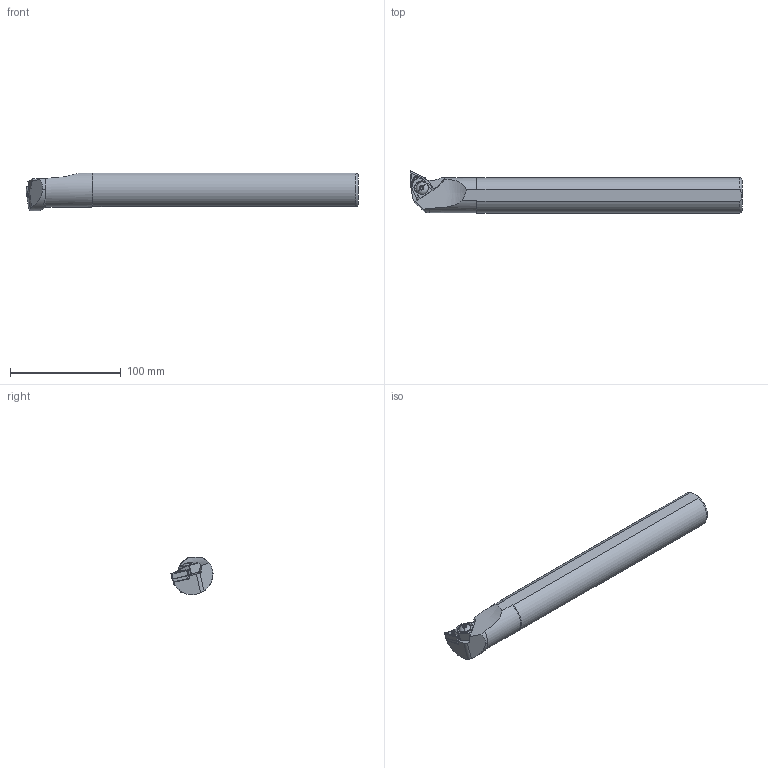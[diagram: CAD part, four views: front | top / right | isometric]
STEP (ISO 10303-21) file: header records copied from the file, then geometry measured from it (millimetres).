
FILE_DESCRIPTION (( 'STEP AP214' ), '1' );
FILE_NAME ('S32T-MTUNL-16-LIGHT.STEP', '2023-10-06T12:11:18', ( '' ), ( '' ), 'SwSTEP 2.0', 'SolidWorks 2018', '' );
FILE_SCHEMA (( 'AUTOMOTIVE_DESIGN' ));
Length unit declared in the file: millimetre
Products named in the file (1): S32T-MTUNL-16-LIGHT
Bounding box: 300 x 38 x 33.73 mm (x, y, z)
Volume: 227626.2 mm3; surface area: 32785.2 mm2
Topology: 2 solids, 3 shells, 241 faces, 605 edges, 368 vertices
Faces by surface type: plane 107, cylinder 60, cone 38, torus 22, bspline 12, sphere 2
Entity records: 11110 total; most frequent: CARTESIAN_POINT 2876, ORIENTED_EDGE 1190, DIRECTION 1108, EDGE_CURVE 595, AXIS2_PLACEMENT_3D 405, VERTEX_POINT 368, LINE 298, VECTOR 298
